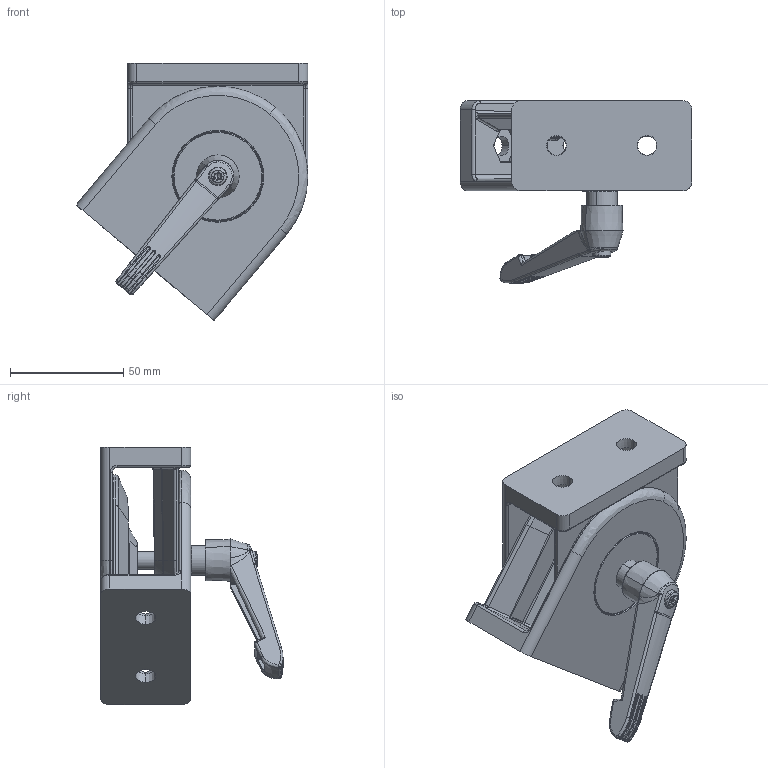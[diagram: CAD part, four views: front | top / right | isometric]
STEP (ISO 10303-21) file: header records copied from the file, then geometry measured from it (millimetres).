
FILE_DESCRIPTION(('STEP AP214'),'1');
FILE_NAME('fath_093gf4080an.stp','2017-10-09T11:01:38',('TraceParts'),('TraceParts S.A.'),'Spatial InterOp 3D',' ',' ');
FILE_SCHEMA(('automotive_design'));
Length unit declared in the file: millimetre
Products named in the file (9): fath_093gf4080an_1; fath_093gf4080an_2; fath_093gf4080an_3; fath_093gf4080an_4; fath_093gf4080an_5; fath_093gf4080an_6; fath_093gf4080an_7; fath_093gf4080an_8; fath_093gf4080an_9
Bounding box: 102.43 x 80.69 x 113.89 mm (x, y, z)
Volume: 182933.2 mm3; surface area: 85194.1 mm2
Topology: 9 solids, 10 shells, 1070 faces, 2581 edges, 1545 vertices
Faces by surface type: bspline 403, plane 251, cylinder 249, cone 167
Entity records: 50815 total; most frequent: CARTESIAN_POINT 19635, ORIENTED_EDGE 5114, DIRECTION 4262, EDGE_CURVE 2557, AXIS2_PLACEMENT_3D 1728, VERTEX_POINT 1545, EDGE_LOOP 1134, STYLED_ITEM 1079
